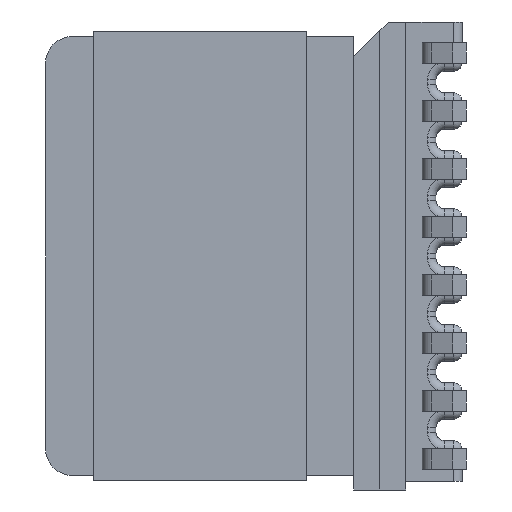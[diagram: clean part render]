
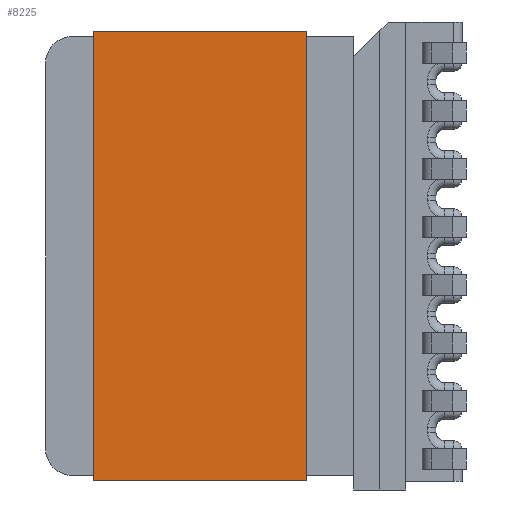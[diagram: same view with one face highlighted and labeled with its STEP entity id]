
A CAD part, left-side view. The second image highlights one B-rep face of the part: STEP entity #8225.
In plain terms, the highlighted planar face has unit normal (-1, 0, 0).
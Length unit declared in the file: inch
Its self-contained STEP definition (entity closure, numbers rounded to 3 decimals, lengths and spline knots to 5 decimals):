
#977 = VECTOR ( 'NONE', #4283, 39.37008 ) ;
#1168 = CARTESIAN_POINT ( 'NONE',  ( -0.00591, 0.00591, 0. ) ) ;
#2471 = CARTESIAN_POINT ( 'NONE',  ( -0.00591, 0.00591, -0.24488 ) ) ;
#2672 = VECTOR ( 'NONE', #14628, 39.37008 ) ;
#2989 = ORIENTED_EDGE ( 'NONE', *, *, #21519, .T. ) ;
#3313 = FACE_OUTER_BOUND ( 'NONE', #19308, .T. ) ;
#3341 = VECTOR ( 'NONE', #19272, 39.37008 ) ;
#4283 = DIRECTION ( 'NONE',  ( 0., 0., 1. ) ) ;
#4960 = LINE ( 'NONE', #9192, #22750 ) ;
#5071 = CARTESIAN_POINT ( 'NONE',  ( -0.00591, 0.00591, -0.24488 ) ) ;
#6015 = VERTEX_POINT ( 'NONE', #10175 ) ;
#8080 = CARTESIAN_POINT ( 'NONE',  ( -0.00591, 0.00591, -0.24488 ) ) ;
#8225 = ADVANCED_FACE ( 'NONE', ( #3313 ), #22966, .T. ) ;
#9192 = CARTESIAN_POINT ( 'NONE',  ( -0.00591, 0.00591, 0. ) ) ;
#10175 = CARTESIAN_POINT ( 'NONE',  ( -0.00591, -0.50984, 0. ) ) ;
#10287 = LINE ( 'NONE', #19136, #977 ) ;
#10900 = EDGE_CURVE ( 'NONE', #21008, #16026, #21361, .T. ) ;
#11975 = DIRECTION ( 'NONE',  ( 0., -1., 0. ) ) ;
#12195 = VERTEX_POINT ( 'NONE', #1168 ) ;
#13443 = ORIENTED_EDGE ( 'NONE', *, *, #13809, .F. ) ;
#13809 = EDGE_CURVE ( 'NONE', #21008, #12195, #16146, .T. ) ;
#14628 = DIRECTION ( 'NONE',  ( 0., -1., 0. ) ) ;
#15465 = DIRECTION ( 'NONE',  ( -1., 0., 0. ) ) ;
#15695 = AXIS2_PLACEMENT_3D ( 'NONE', #19218, #15465, #11975 ) ;
#16026 = VERTEX_POINT ( 'NONE', #16579 ) ;
#16146 = LINE ( 'NONE', #2471, #3341 ) ;
#16579 = CARTESIAN_POINT ( 'NONE',  ( -0.00591, -0.50984, -0.24488 ) ) ;
#18176 = EDGE_CURVE ( 'NONE', #12195, #6015, #4960, .T. ) ;
#19136 = CARTESIAN_POINT ( 'NONE',  ( -0.00591, -0.50984, -0.24488 ) ) ;
#19218 = CARTESIAN_POINT ( 'NONE',  ( -0.00591, 0.00591, -0.24488 ) ) ;
#19272 = DIRECTION ( 'NONE',  ( 0., 0., 1. ) ) ;
#19308 = EDGE_LOOP ( 'NONE', ( #20506, #13443, #22146, #2989 ) ) ;
#20506 = ORIENTED_EDGE ( 'NONE', *, *, #18176, .F. ) ;
#20882 = DIRECTION ( 'NONE',  ( 0., -1., 0. ) ) ;
#21008 = VERTEX_POINT ( 'NONE', #8080 ) ;
#21361 = LINE ( 'NONE', #5071, #2672 ) ;
#21519 = EDGE_CURVE ( 'NONE', #16026, #6015, #10287, .T. ) ;
#22146 = ORIENTED_EDGE ( 'NONE', *, *, #10900, .T. ) ;
#22750 = VECTOR ( 'NONE', #20882, 39.37008 ) ;
#22966 = PLANE ( 'NONE',  #15695 ) ;
